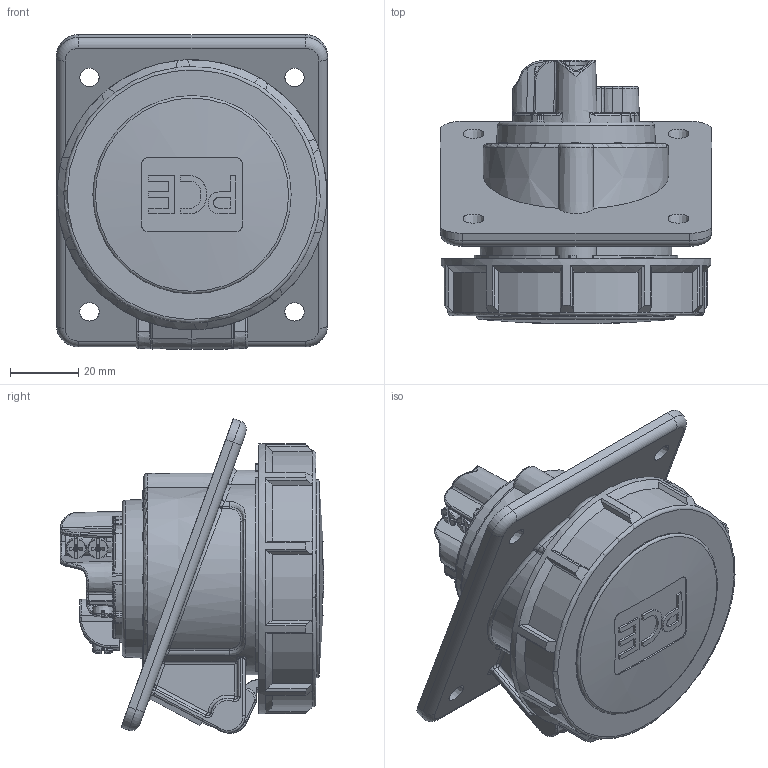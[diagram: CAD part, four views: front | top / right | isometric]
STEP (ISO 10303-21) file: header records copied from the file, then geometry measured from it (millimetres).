
FILE_DESCRIPTION (( 'STEP AP203' ), '1' );
FILE_NAME ('4142-6f8.STEP', '2017-12-07T09:01:09', ( '' ), ( '' ), 'SwSTEP 2.0', 'SolidWorks 2016', '' );
FILE_SCHEMA (( 'CONFIG_CONTROL_DESIGN' ));
Length unit declared in the file: millimetre
Products named in the file (1): 4142-6f8
Bounding box: 79.3 x 77.18 x 92.09 mm (x, y, z)
Volume: 213270.4 mm3; surface area: 39275 mm2
Topology: 1 solids, 3 shells, 1584 faces, 3968 edges, 2447 vertices
Faces by surface type: plane 580, bspline 511, cylinder 252, cone 125, torus 109, sphere 7
Full cylindrical faces by diameter (mm): 0.5 x1, 3.4 x5, 4 x3, 4.7 x1, 6.5 x1, 7 x3, 9 x1, 58 x1, 79 x1
Entity records: 68860 total; most frequent: CARTESIAN_POINT 36177, ORIENTED_EDGE 7736, DIRECTION 5247, EDGE_CURVE 3868, VERTEX_POINT 2419, AXIS2_PLACEMENT_3D 1955, EDGE_LOOP 1725, FACE_OUTER_BOUND 1605
